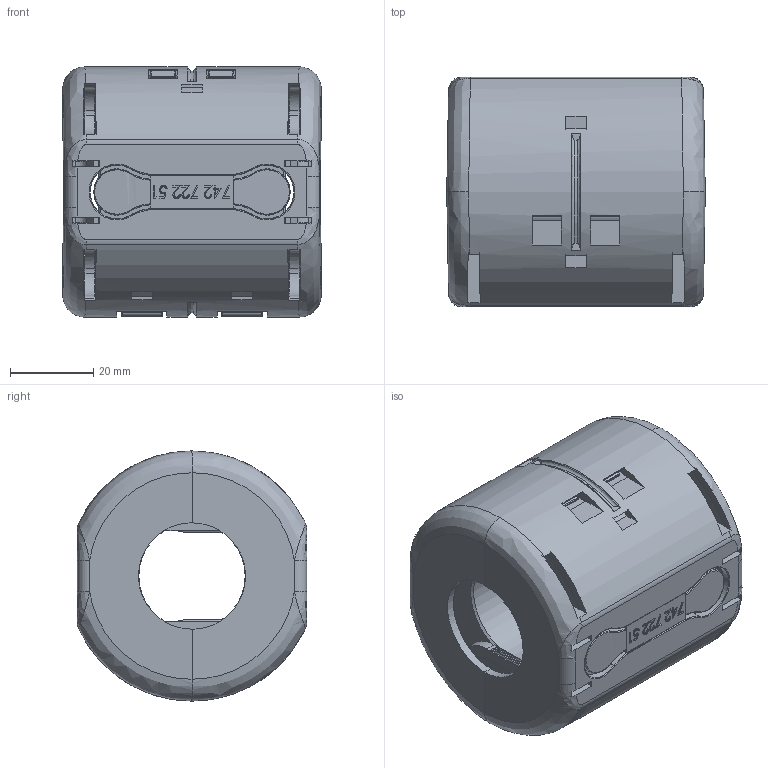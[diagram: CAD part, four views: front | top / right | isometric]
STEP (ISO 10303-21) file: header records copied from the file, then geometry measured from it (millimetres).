
FILE_DESCRIPTION( ( 'Unknown' ), '1' );
FILE_NAME( '74272251.stp', 'Unknown', ( 'Unknown' ), ( 'Unknown' ), 'PSStep 19.0.9', 'Unknown', ' ' );
FILE_SCHEMA( ( 'AUTOMOTIVE_DESIGN { 1 0 10303 214 1 1 1 1 }' ) );
Length unit declared in the file: millimetre
Products named in the file (1): Ferritkern C_Konfigurations-Name
Bounding box: 62 x 55 x 60 mm (x, y, z)
Volume: 104381.8 mm3; surface area: 48661.7 mm2
Topology: 1 solids, 7 shells, 1446 faces, 4116 edges, 2673 vertices
Faces by surface type: plane 972, cylinder 199, bspline 93, extrusion 90, cone 44, torus 28, sphere 12, revolution 8
Full cylindrical faces by diameter (mm): 0.266 x2, 0.819 x5, 1.7 x1, 5 x2, 6 x4, 25.5 x1
Entity records: 67477 total; most frequent: CARTESIAN_POINT 19692, ORIENTED_EDGE 8136, DIRECTION 6540, EDGE_CURVE 4068, VECTOR 2856, LINE 2766, VERTEX_POINT 2665, AXIS2_PLACEMENT_3D 1838
